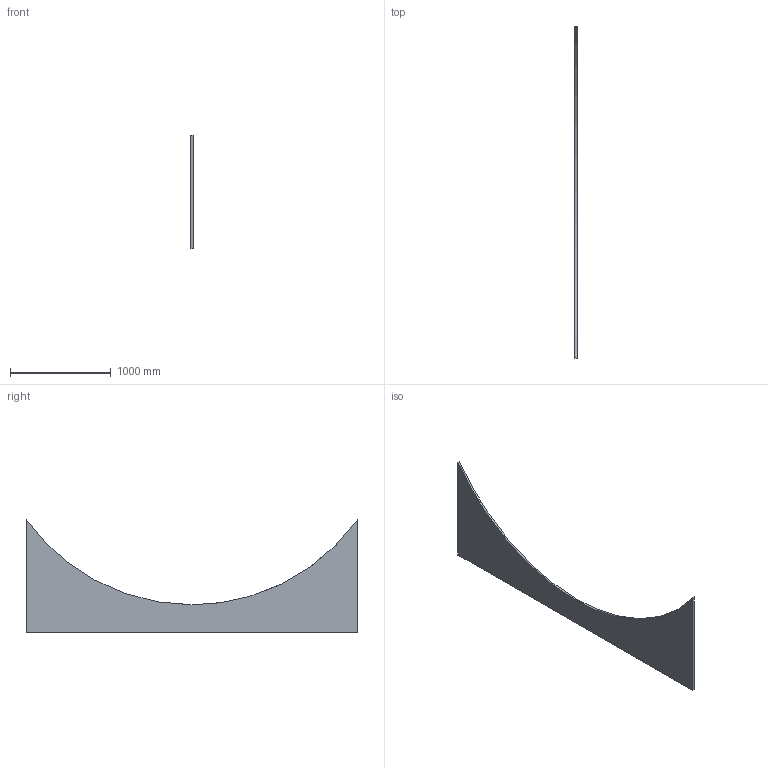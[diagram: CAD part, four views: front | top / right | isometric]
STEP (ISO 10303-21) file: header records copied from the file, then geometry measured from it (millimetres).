
FILE_DESCRIPTION(('CoCreate Modeling STEP Export'),'2;1');
FILE_NAME('s30.stp','2011-05-24T11:00:31',(''),(''),'CoCreate Modeling STEP processor for AP214 (Solid Model)','CoCreate Modeling 18.0P1120 20-Nov-2010 (C) Parametric Technology GmbH','');
FILE_SCHEMA(('AUTOMOTIVE_DESIGN { 1 0 10303 214 1 1 1 1 }'));
Length unit declared in the file: millimetre
Products named in the file (2): 505_PLATE.PRT
Assembly tree (1 placements, depth 2):
  505_PLATE.PRT
    505_PLATE.PRT
Bounding box: 20 x 3290 x 1125.36 mm (x, y, z)
Volume: 34948693.2 mm3; surface area: 3682397.6 mm2
Topology: 1 solids, 1 shells, 6 faces, 14 edges, 10 vertices
Faces by surface type: plane 5, cylinder 1
Entity records: 304 total; most frequent: CARTESIAN_POINT 79, ORIENTED_EDGE 28, DIRECTION 25, EDGE_CURVE 14, VERTEX_POINT 10, VECTOR 9, LINE 9, AXIS2_PLACEMENT_3D 8
